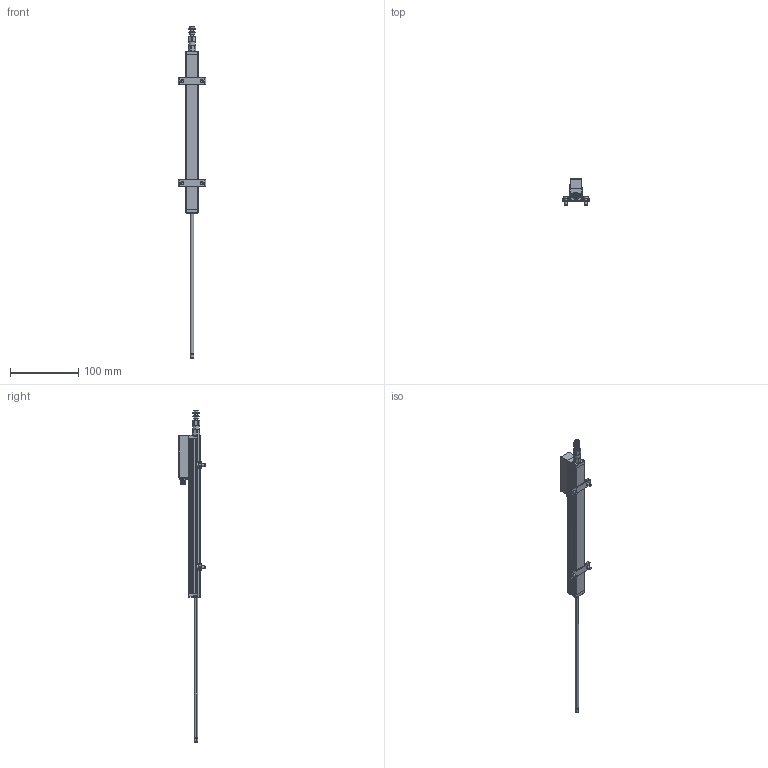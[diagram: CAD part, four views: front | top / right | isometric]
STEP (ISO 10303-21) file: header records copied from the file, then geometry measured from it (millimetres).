
FILE_DESCRIPTION (( 'STEP AP214' ), '1' );
FILE_NAME ('LS1-0200-plug-retract.step', '2012-06-13T13:23:28', ( 'dummy' ), ( '' ), 'SwSTEP 2.0', 'SolidWorks 2011', '' );
FILE_SCHEMA (( 'AUTOMOTIVE_DESIGN' ));
Length unit declared in the file: millimetre
Products named in the file (1): LS1-0200-plug-retract
Bounding box: 40.19 x 38.78 x 488 mm (x, y, z)
Surface area: 33076.8 mm2 (no closed solid volume)
Topology: 0 solids, 68 shells, 513 faces, 2301 edges, 1818 vertices
Faces by surface type: plane 252, cylinder 163, cone 80, torus 14, bspline 4
Entity records: 33608 total; most frequent: CARTESIAN_POINT 10177, DIRECTION 3574, ORIENTED_EDGE 3113, EDGE_CURVE 2301, VERTEX_POINT 1818, VECTOR 1196, LINE 1196, AXIS2_PLACEMENT_3D 1189
